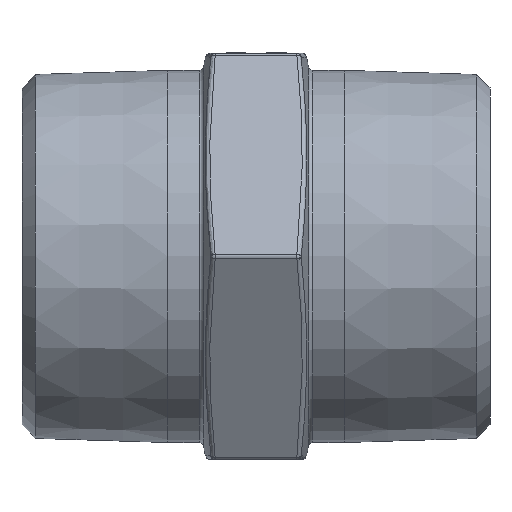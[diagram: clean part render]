
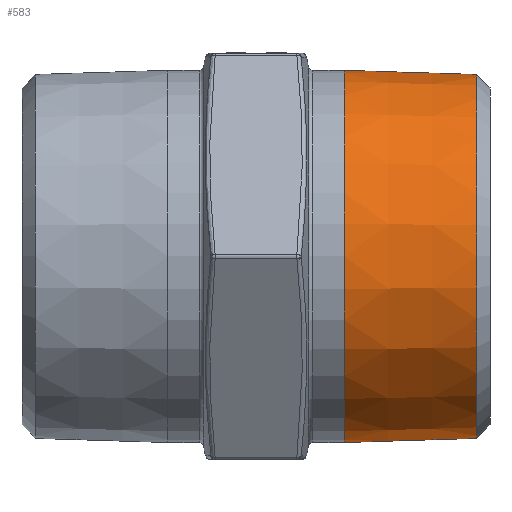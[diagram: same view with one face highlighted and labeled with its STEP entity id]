
A CAD part, front view. The second image highlights one B-rep face of the part: STEP entity #583.
In plain terms, the highlighted conical face has half-angle 1.79 degrees and reference radius 20.558 mm.
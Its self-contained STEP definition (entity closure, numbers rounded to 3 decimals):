
#354 = CIRCLE ( 'NONE', #8458, 20.606 ) ;
#583 = ADVANCED_FACE ( 'NONE', ( #9664, #9665 ), #9666, .T. ) ;
#3778 = CIRCLE ( 'NONE', #5988, 21.074 ) ;
#4066 = VERTEX_POINT ( 'NONE', #5279 ) ;
#4084 = VERTEX_POINT ( 'NONE', #5290 ) ;
#4121 = CARTESIAN_POINT ( 'NONE',  ( 10.001, 0., 0. ) ) ;
#4122 = DIRECTION ( 'NONE',  ( -1., 0., 0. ) ) ;
#4123 = DIRECTION ( 'NONE',  ( 0., 0., 1. ) ) ;
#4340 = CARTESIAN_POINT ( 'NONE',  ( 26.5, 0., 0. ) ) ;
#4600 = DIRECTION ( 'NONE',  ( 0., 0., 1. ) ) ;
#4619 = EDGE_LOOP ( 'NONE', ( #8257 ) ) ;
#4782 = DIRECTION ( 'NONE',  ( -1., 0., 0. ) ) ;
#4851 = EDGE_LOOP ( 'NONE', ( #8227 ) ) ;
#5279 = CARTESIAN_POINT ( 'NONE',  ( 24.972, 0., -20.606 ) ) ;
#5290 = CARTESIAN_POINT ( 'NONE',  ( 10.001, 0., 21.074 ) ) ;
#5988 = AXIS2_PLACEMENT_3D ( 'NONE', #4121, #4122, #4123 ) ;
#6450 = EDGE_CURVE ( 'NONE', #4066, #4066, #354, .T. ) ;
#8227 = ORIENTED_EDGE ( 'NONE', *, *, #10038, .F. ) ;
#8257 = ORIENTED_EDGE ( 'NONE', *, *, #6450, .T. ) ;
#8287 = AXIS2_PLACEMENT_3D ( 'NONE', #4340, #4782, #4600 ) ;
#8458 = AXIS2_PLACEMENT_3D ( 'NONE', #10304, #10322, #10332 ) ;
#9664 = FACE_BOUND ( 'NONE', #4619, .T. ) ;
#9665 = FACE_OUTER_BOUND ( 'NONE', #4851, .T. ) ;
#9666 = CONICAL_SURFACE ( 'NONE', #8287, 20.558, 0.031 ) ;
#10038 = EDGE_CURVE ( 'NONE', #4084, #4084, #3778, .T. ) ;
#10304 = CARTESIAN_POINT ( 'NONE',  ( 24.972, 0., 0. ) ) ;
#10322 = DIRECTION ( 'NONE',  ( -1., 0., 0. ) ) ;
#10332 = DIRECTION ( 'NONE',  ( 0., 0., -1. ) ) ;
